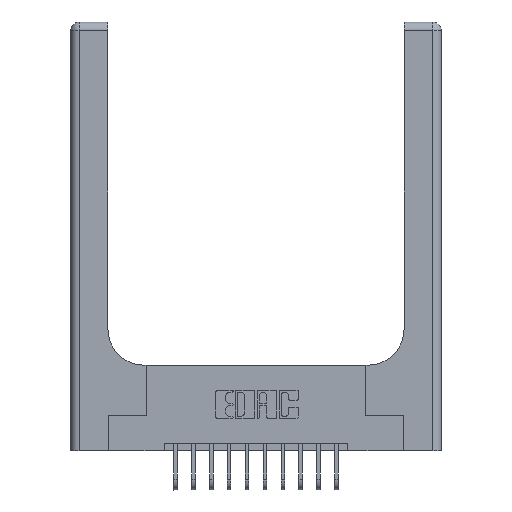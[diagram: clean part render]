
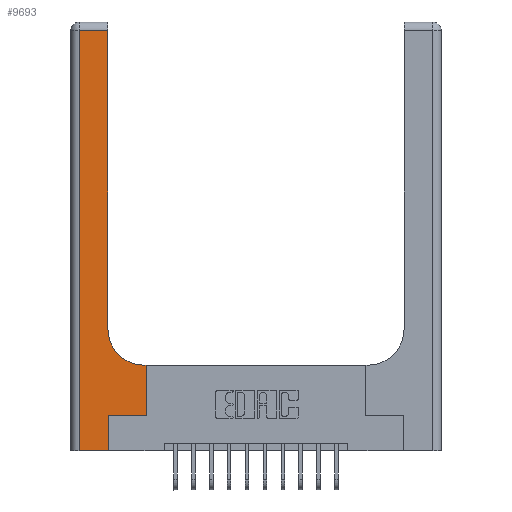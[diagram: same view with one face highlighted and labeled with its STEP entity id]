
A CAD part, top view. The second image highlights one B-rep face of the part: STEP entity #9693.
In plain terms, the highlighted planar face has unit normal (0, 0, 1).
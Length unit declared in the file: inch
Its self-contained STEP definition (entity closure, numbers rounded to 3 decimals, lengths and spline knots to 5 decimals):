
#571 = VECTOR ( 'NONE', #13388, 39.37008 ) ;
#976 = DIRECTION ( 'NONE',  ( 0., 0., -1. ) ) ;
#1154 = PLANE ( 'NONE',  #12474 ) ;
#1309 = CARTESIAN_POINT ( 'NONE',  ( 0.26, 0.85, 0.37 ) ) ;
#1432 = VERTEX_POINT ( 'NONE', #7310 ) ;
#1547 = VECTOR ( 'NONE', #15485, 39.37008 ) ;
#1589 = VERTEX_POINT ( 'NONE', #15966 ) ;
#1839 = EDGE_CURVE ( 'NONE', #1432, #5693, #7080, .T. ) ;
#2288 = CARTESIAN_POINT ( 'NONE',  ( 0.26, 2.94, 0.37 ) ) ;
#2353 = FACE_OUTER_BOUND ( 'NONE', #9441, .T. ) ;
#2556 = DIRECTION ( 'NONE',  ( -1., 0., 0. ) ) ;
#2956 = ORIENTED_EDGE ( 'NONE', *, *, #10882, .T. ) ;
#3100 = CARTESIAN_POINT ( 'NONE',  ( 0.26, 3., 0.37 ) ) ;
#3173 = LINE ( 'NONE', #12467, #16678 ) ;
#3590 = ORIENTED_EDGE ( 'NONE', *, *, #4085, .T. ) ;
#4085 = EDGE_CURVE ( 'NONE', #13770, #10640, #5658, .T. ) ;
#4410 = VECTOR ( 'NONE', #7342, 39.37008 ) ;
#4493 = VERTEX_POINT ( 'NONE', #1309 ) ;
#4690 = DIRECTION ( 'NONE',  ( 0., 1., 0. ) ) ;
#5658 = LINE ( 'NONE', #11519, #1547 ) ;
#5668 = CARTESIAN_POINT ( 'NONE',  ( 0.06, 2.94, 0.37 ) ) ;
#5693 = VERTEX_POINT ( 'NONE', #8025 ) ;
#5893 = CARTESIAN_POINT ( 'NONE',  ( 0.265, 0.25, 0.37 ) ) ;
#6122 = CIRCLE ( 'NONE', #11240, 0.25 ) ;
#6341 = ORIENTED_EDGE ( 'NONE', *, *, #11322, .T. ) ;
#6351 = ORIENTED_EDGE ( 'NONE', *, *, #10815, .T. ) ;
#6811 = CARTESIAN_POINT ( 'NONE',  ( 0.51, 0.85, 0.37 ) ) ;
#7012 = ORIENTED_EDGE ( 'NONE', *, *, #17386, .T. ) ;
#7027 = DIRECTION ( 'NONE',  ( 0., 0., -1. ) ) ;
#7080 = LINE ( 'NONE', #8556, #10500 ) ;
#7310 = CARTESIAN_POINT ( 'NONE',  ( 0.528, 0.25, 0.37 ) ) ;
#7315 = LINE ( 'NONE', #3100, #15877 ) ;
#7342 = DIRECTION ( 'NONE',  ( 1., 0., 0. ) ) ;
#7863 = ORIENTED_EDGE ( 'NONE', *, *, #1839, .T. ) ;
#8025 = CARTESIAN_POINT ( 'NONE',  ( 0.528, 0.6, 0.37 ) ) ;
#8383 = DIRECTION ( 'NONE',  ( 1., 0., 0. ) ) ;
#8556 = CARTESIAN_POINT ( 'NONE',  ( 0.528, 0.25, 0.37 ) ) ;
#8810 = DIRECTION ( 'NONE',  ( 0., 1., 0. ) ) ;
#9439 = LINE ( 'NONE', #9958, #9858 ) ;
#9441 = EDGE_LOOP ( 'NONE', ( #12837, #3590, #16162, #7012, #15530, #2956, #7863, #6341, #6351 ) ) ;
#9461 = CARTESIAN_POINT ( 'NONE',  ( 0., 0., 0.37 ) ) ;
#9692 = CARTESIAN_POINT ( 'NONE',  ( 0.06, 0., 0.37 ) ) ;
#9693 = ADVANCED_FACE ( 'NONE', ( #2353 ), #1154, .F. ) ;
#9858 = VECTOR ( 'NONE', #4690, 39.37008 ) ;
#9958 = CARTESIAN_POINT ( 'NONE',  ( 0.265, 0., 0.37 ) ) ;
#10086 = LINE ( 'NONE', #17546, #15668 ) ;
#10170 = CARTESIAN_POINT ( 'NONE',  ( 0.51, 0.6, 0.37 ) ) ;
#10214 = DIRECTION ( 'NONE',  ( 0., 1., 0. ) ) ;
#10500 = VECTOR ( 'NONE', #8810, 39.37008 ) ;
#10640 = VERTEX_POINT ( 'NONE', #5668 ) ;
#10759 = CARTESIAN_POINT ( 'NONE',  ( 0., 3., 0.37 ) ) ;
#10815 = EDGE_CURVE ( 'NONE', #17163, #4493, #6122, .T. ) ;
#10882 = EDGE_CURVE ( 'NONE', #16857, #1432, #14684, .T. ) ;
#11240 = AXIS2_PLACEMENT_3D ( 'NONE', #6811, #7027, #8383 ) ;
#11322 = EDGE_CURVE ( 'NONE', #5693, #17163, #3173, .T. ) ;
#11519 = CARTESIAN_POINT ( 'NONE',  ( 0., 2.94, 0.37 ) ) ;
#12149 = DIRECTION ( 'NONE',  ( 0., -1., 0. ) ) ;
#12228 = VERTEX_POINT ( 'NONE', #9692 ) ;
#12403 = DIRECTION ( 'NONE',  ( -1., 0., 0. ) ) ;
#12467 = CARTESIAN_POINT ( 'NONE',  ( 0.26, 0.6, 0.37 ) ) ;
#12474 = AXIS2_PLACEMENT_3D ( 'NONE', #10759, #976, #2556 ) ;
#12837 = ORIENTED_EDGE ( 'NONE', *, *, #16107, .T. ) ;
#13388 = DIRECTION ( 'NONE',  ( 1., 0., 0. ) ) ;
#13770 = VERTEX_POINT ( 'NONE', #2288 ) ;
#13904 = CARTESIAN_POINT ( 'NONE',  ( 0.265, 0.25, 0.37 ) ) ;
#14684 = LINE ( 'NONE', #5893, #4410 ) ;
#15408 = EDGE_CURVE ( 'NONE', #1589, #16857, #9439, .T. ) ;
#15485 = DIRECTION ( 'NONE',  ( -1., 0., 0. ) ) ;
#15530 = ORIENTED_EDGE ( 'NONE', *, *, #15408, .T. ) ;
#15668 = VECTOR ( 'NONE', #12149, 39.37008 ) ;
#15877 = VECTOR ( 'NONE', #10214, 39.37008 ) ;
#15966 = CARTESIAN_POINT ( 'NONE',  ( 0.265, 0., 0.37 ) ) ;
#15986 = EDGE_CURVE ( 'NONE', #10640, #12228, #10086, .T. ) ;
#16107 = EDGE_CURVE ( 'NONE', #4493, #13770, #7315, .T. ) ;
#16162 = ORIENTED_EDGE ( 'NONE', *, *, #15986, .T. ) ;
#16678 = VECTOR ( 'NONE', #12403, 39.37008 ) ;
#16857 = VERTEX_POINT ( 'NONE', #13904 ) ;
#17163 = VERTEX_POINT ( 'NONE', #10170 ) ;
#17339 = LINE ( 'NONE', #9461, #571 ) ;
#17386 = EDGE_CURVE ( 'NONE', #12228, #1589, #17339, .T. ) ;
#17546 = CARTESIAN_POINT ( 'NONE',  ( 0.06, 3., 0.37 ) ) ;
